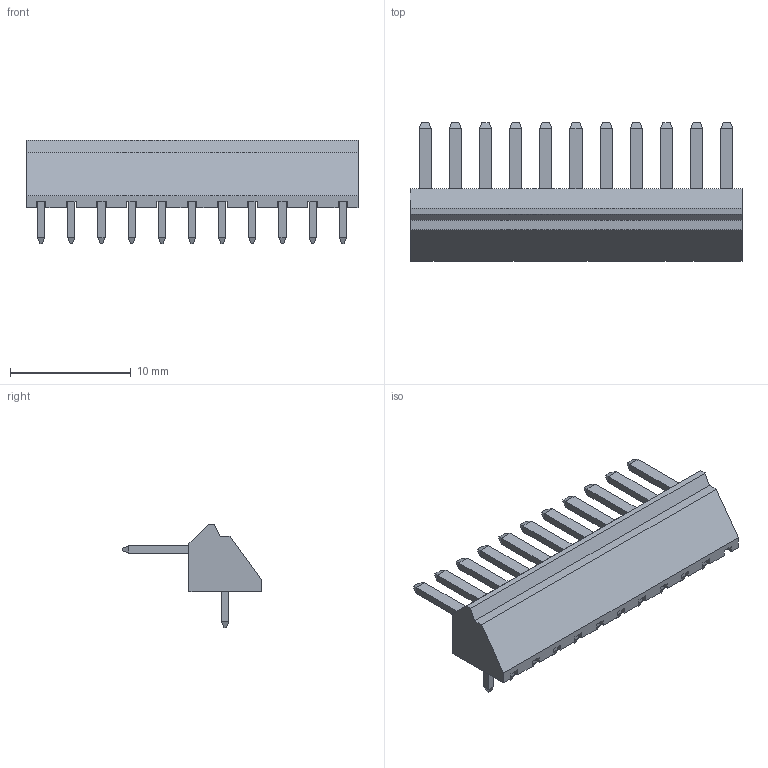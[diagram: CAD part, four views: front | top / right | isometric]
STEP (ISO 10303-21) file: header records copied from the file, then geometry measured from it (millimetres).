
FILE_DESCRIPTION(('FreeCAD Model'),'2;1');
FILE_NAME('Open CASCADE Shape Model','2021-07-29T10:05:23',( 'kicad StepUp'),('ksu MCAD'),'Open CASCADE STEP processor 7.4', 'FreeCAD','Unknown');
FILE_SCHEMA(('AUTOMOTIVE_DESIGN { 1 0 10303 214 1 1 1 1 }'));
Length unit declared in the file: millimetre
Products named in the file (1): JST_NH_BS11P-SHF-1AA_1x11_P2.50mm_Horizontal.copy
Bounding box: 27.5 x 11.5 x 8.6 mm (x, y, z)
Volume: 681 mm3; surface area: 949.7 mm2
Topology: 23 solids, 23 shells, 274 faces, 596 edges, 368 vertices
Faces by surface type: plane 186, bspline 88
Entity records: 16424 total; most frequent: CARTESIAN_POINT 3311, DIRECTION 1546, ORIENTED_EDGE 1192, PCURVE 1192, DEFINITIONAL_REPRESENTATION 1192, LINE 1172, VECTOR 1172, B_SPLINE_CURVE_WITH_KNOTS 616
